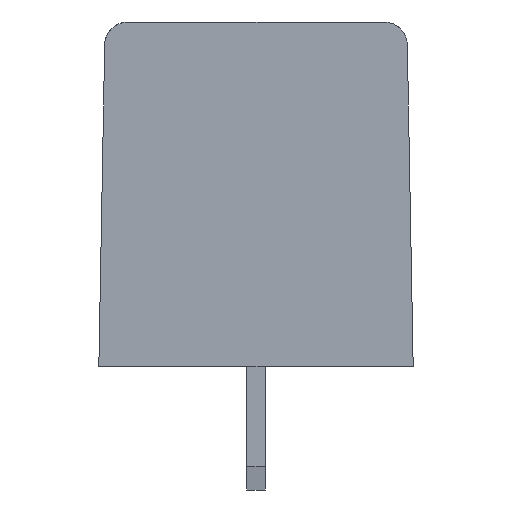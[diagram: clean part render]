
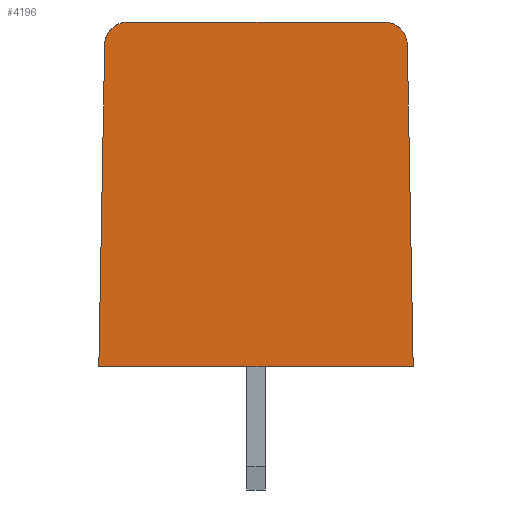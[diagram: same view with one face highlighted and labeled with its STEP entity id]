
A CAD part, left-side view. The second image highlights one B-rep face of the part: STEP entity #4196.
In plain terms, the highlighted planar face has unit normal (-1, 0, 0).
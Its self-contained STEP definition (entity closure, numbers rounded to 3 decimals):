
#4064 = VERTEX_POINT('',#4065);
#4065 = CARTESIAN_POINT('',(-0.375,5.5,14.8));
#4071 = EDGE_CURVE('',#4064,#4072,#4074,.T.);
#4072 = VERTEX_POINT('',#4073);
#4073 = CARTESIAN_POINT('',(-0.375,-5.5,14.8));
#4074 = LINE('',#4075,#4076);
#4075 = CARTESIAN_POINT('',(-0.375,6.75,14.8));
#4076 = VECTOR('',#4077,1.);
#4077 = DIRECTION('',(0.,-1.,0.));
#4111 = VERTEX_POINT('',#4112);
#4112 = CARTESIAN_POINT('',(-0.375,6.5,13.818));
#4118 = EDGE_CURVE('',#4111,#4064,#4119,.T.);
#4119 = CIRCLE('',#4120,1.);
#4120 = AXIS2_PLACEMENT_3D('',#4121,#4122,#4123);
#4121 = CARTESIAN_POINT('',(-0.375,5.5,13.8));
#4122 = DIRECTION('',(1.,0.,0.));
#4123 = DIRECTION('',(0.,1.,0.));
#4177 = EDGE_CURVE('',#4072,#4178,#4180,.T.);
#4178 = VERTEX_POINT('',#4179);
#4179 = CARTESIAN_POINT('',(-0.375,-6.5,13.818));
#4180 = CIRCLE('',#4181,1.);
#4181 = AXIS2_PLACEMENT_3D('',#4182,#4183,#4184);
#4182 = CARTESIAN_POINT('',(-0.375,-5.5,13.8));
#4183 = DIRECTION('',(1.,0.,0.));
#4184 = DIRECTION('',(0.,1.,0.));
#4196 = ADVANCED_FACE('',(#4197),#4224,.T.);
#4197 = FACE_BOUND('',#4198,.T.);
#4198 = EDGE_LOOP('',(#4199,#4207,#4215,#4221,#4222,#4223));
#4199 = ORIENTED_EDGE('',*,*,#4200,.F.);
#4200 = EDGE_CURVE('',#4201,#4111,#4203,.T.);
#4201 = VERTEX_POINT('',#4202);
#4202 = CARTESIAN_POINT('',(-0.375,6.75,0.));
#4203 = LINE('',#4204,#4205);
#4204 = CARTESIAN_POINT('',(-0.375,6.625,6.909));
#4205 = VECTOR('',#4206,1.);
#4206 = DIRECTION('',(0.,-0.018,1.));
#4207 = ORIENTED_EDGE('',*,*,#4208,.T.);
#4208 = EDGE_CURVE('',#4201,#4209,#4211,.T.);
#4209 = VERTEX_POINT('',#4210);
#4210 = CARTESIAN_POINT('',(-0.375,-6.75,0.));
#4211 = LINE('',#4212,#4213);
#4212 = CARTESIAN_POINT('',(-0.375,6.75,0.));
#4213 = VECTOR('',#4214,1.);
#4214 = DIRECTION('',(0.,-1.,0.));
#4215 = ORIENTED_EDGE('',*,*,#4216,.F.);
#4216 = EDGE_CURVE('',#4178,#4209,#4217,.T.);
#4217 = LINE('',#4218,#4219);
#4218 = CARTESIAN_POINT('',(-0.375,-6.748,0.122));
#4219 = VECTOR('',#4220,1.);
#4220 = DIRECTION('',(0.,-0.018,-1.));
#4221 = ORIENTED_EDGE('',*,*,#4177,.F.);
#4222 = ORIENTED_EDGE('',*,*,#4071,.F.);
#4223 = ORIENTED_EDGE('',*,*,#4118,.F.);
#4224 = PLANE('',#4225);
#4225 = AXIS2_PLACEMENT_3D('',#4226,#4227,#4228);
#4226 = CARTESIAN_POINT('',(-0.375,6.75,0.));
#4227 = DIRECTION('',(-1.,0.,0.));
#4228 = DIRECTION('',(0.,0.,1.));
